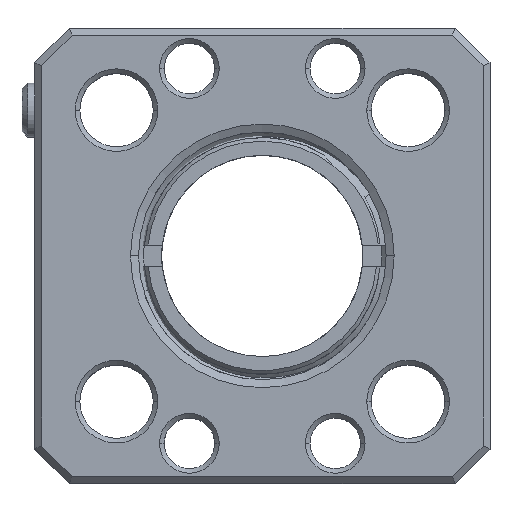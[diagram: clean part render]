
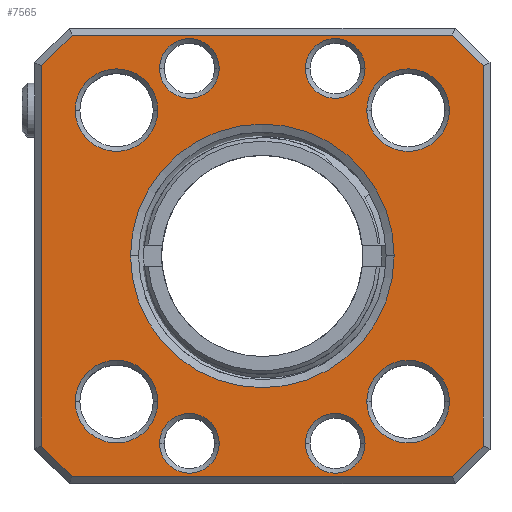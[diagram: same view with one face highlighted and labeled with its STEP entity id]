
A CAD part, top view. The second image highlights one B-rep face of the part: STEP entity #7565.
In plain terms, the highlighted planar face has unit normal (0, 0, 1).
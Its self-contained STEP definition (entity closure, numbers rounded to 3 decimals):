
#591=DIRECTION('',(1.,0.,0.));
#592=VECTOR('',#591,20.868);
#593=CARTESIAN_POINT('',(-22.931,-0.381,6.35));
#594=LINE('',#593,#592);
#611=DIRECTION('',(0.,-1.,0.));
#612=VECTOR('',#611,20.868);
#613=CARTESIAN_POINT('',(-0.381,-2.063,6.35));
#614=LINE('',#613,#612);
#643=DIRECTION('',(-1.,0.,0.));
#644=VECTOR('',#643,20.868);
#645=CARTESIAN_POINT('',(-2.063,-24.613,6.35));
#646=LINE('',#645,#644);
#663=DIRECTION('',(0.,1.,0.));
#664=VECTOR('',#663,20.868);
#665=CARTESIAN_POINT('',(-24.613,-22.931,6.35));
#666=LINE('',#665,#664);
#667=DIRECTION('',(-0.707,0.707,0.));
#668=VECTOR('',#667,2.378);
#669=CARTESIAN_POINT('',(-0.381,-2.063,6.35));
#670=LINE('',#669,#668);
#671=DIRECTION('',(0.707,0.707,0.));
#672=VECTOR('',#671,2.378);
#673=CARTESIAN_POINT('',(-2.063,-24.613,6.35));
#674=LINE('',#673,#672);
#675=DIRECTION('',(0.707,-0.707,0.));
#676=VECTOR('',#675,2.378);
#677=CARTESIAN_POINT('',(-24.613,-22.931,6.35));
#678=LINE('',#677,#676);
#679=DIRECTION('',(-0.707,-0.707,0.));
#680=VECTOR('',#679,2.378);
#681=CARTESIAN_POINT('',(-22.931,-0.381,6.35));
#682=LINE('',#681,#680);
#683=CARTESIAN_POINT('',(-12.497,-12.497,6.35));
#684=DIRECTION('',(0.,0.,-1.));
#685=DIRECTION('',(1.,0.,0.));
#686=AXIS2_PLACEMENT_3D('',#683,#684,#685);
#688=CARTESIAN_POINT('',(-12.497,-12.497,6.35));
#689=DIRECTION('',(0.,0.,-1.));
#690=DIRECTION('',(-1.,0.,0.));
#691=AXIS2_PLACEMENT_3D('',#688,#689,#690);
#693=CARTESIAN_POINT('',(-20.497,-20.497,6.35));
#694=DIRECTION('',(0.,0.,-1.));
#695=DIRECTION('',(1.,0.,0.));
#696=AXIS2_PLACEMENT_3D('',#693,#694,#695);
#698=CARTESIAN_POINT('',(-20.497,-20.497,6.35));
#699=DIRECTION('',(0.,0.,-1.));
#700=DIRECTION('',(-1.,0.,0.));
#701=AXIS2_PLACEMENT_3D('',#698,#699,#700);
#703=CARTESIAN_POINT('',(-16.497,-22.784,6.35));
#704=DIRECTION('',(0.,0.,-1.));
#705=DIRECTION('',(1.,0.,0.));
#706=AXIS2_PLACEMENT_3D('',#703,#704,#705);
#708=CARTESIAN_POINT('',(-16.497,-22.784,6.35));
#709=DIRECTION('',(0.,0.,-1.));
#710=DIRECTION('',(-1.,0.,0.));
#711=AXIS2_PLACEMENT_3D('',#708,#709,#710);
#713=CARTESIAN_POINT('',(-8.496,-22.784,6.35));
#714=DIRECTION('',(0.,0.,-1.));
#715=DIRECTION('',(1.,0.,0.));
#716=AXIS2_PLACEMENT_3D('',#713,#714,#715);
#718=CARTESIAN_POINT('',(-8.496,-22.784,6.35));
#719=DIRECTION('',(0.,0.,-1.));
#720=DIRECTION('',(-1.,0.,0.));
#721=AXIS2_PLACEMENT_3D('',#718,#719,#720);
#723=CARTESIAN_POINT('',(-4.497,-20.497,6.35));
#724=DIRECTION('',(0.,0.,-1.));
#725=DIRECTION('',(1.,0.,0.));
#726=AXIS2_PLACEMENT_3D('',#723,#724,#725);
#728=CARTESIAN_POINT('',(-4.497,-20.497,6.35));
#729=DIRECTION('',(0.,0.,-1.));
#730=DIRECTION('',(-1.,0.,0.));
#731=AXIS2_PLACEMENT_3D('',#728,#729,#730);
#733=CARTESIAN_POINT('',(-4.497,-4.497,6.35));
#734=DIRECTION('',(0.,0.,-1.));
#735=DIRECTION('',(1.,0.,0.));
#736=AXIS2_PLACEMENT_3D('',#733,#734,#735);
#738=CARTESIAN_POINT('',(-4.497,-4.497,6.35));
#739=DIRECTION('',(0.,0.,-1.));
#740=DIRECTION('',(-1.,0.,0.));
#741=AXIS2_PLACEMENT_3D('',#738,#739,#740);
#743=CARTESIAN_POINT('',(-8.496,-2.21,6.35));
#744=DIRECTION('',(0.,0.,-1.));
#745=DIRECTION('',(1.,0.,0.));
#746=AXIS2_PLACEMENT_3D('',#743,#744,#745);
#748=CARTESIAN_POINT('',(-8.496,-2.21,6.35));
#749=DIRECTION('',(0.,0.,-1.));
#750=DIRECTION('',(-1.,0.,0.));
#751=AXIS2_PLACEMENT_3D('',#748,#749,#750);
#753=CARTESIAN_POINT('',(-16.497,-2.21,6.35));
#754=DIRECTION('',(0.,0.,-1.));
#755=DIRECTION('',(1.,0.,0.));
#756=AXIS2_PLACEMENT_3D('',#753,#754,#755);
#758=CARTESIAN_POINT('',(-16.497,-2.21,6.35));
#759=DIRECTION('',(0.,0.,-1.));
#760=DIRECTION('',(-1.,0.,0.));
#761=AXIS2_PLACEMENT_3D('',#758,#759,#760);
#763=CARTESIAN_POINT('',(-20.497,-4.497,6.35));
#764=DIRECTION('',(0.,0.,-1.));
#765=DIRECTION('',(1.,0.,0.));
#766=AXIS2_PLACEMENT_3D('',#763,#764,#765);
#768=CARTESIAN_POINT('',(-20.497,-4.497,6.35));
#769=DIRECTION('',(0.,0.,-1.));
#770=DIRECTION('',(-1.,0.,0.));
#771=AXIS2_PLACEMENT_3D('',#768,#769,#770);
#6322=CARTESIAN_POINT('',(-6.858,-22.784,6.35));
#6323=CARTESIAN_POINT('',(-10.135,-22.784,6.35));
#6324=VERTEX_POINT('',#6322);
#6325=VERTEX_POINT('',#6323);
#6358=CARTESIAN_POINT('',(-14.859,-2.21,6.35));
#6359=CARTESIAN_POINT('',(-18.136,-2.21,6.35));
#6360=VERTEX_POINT('',#6358);
#6361=VERTEX_POINT('',#6359);
#6364=CARTESIAN_POINT('',(-19.731,-12.497,6.35));
#6365=CARTESIAN_POINT('',(-5.262,-12.497,6.35));
#6366=VERTEX_POINT('',#6364);
#6367=VERTEX_POINT('',#6365);
#6378=CARTESIAN_POINT('',(-6.764,-20.497,6.35));
#6380=VERTEX_POINT('',#6378);
#6392=CARTESIAN_POINT('',(-22.763,-20.497,6.35));
#6393=CARTESIAN_POINT('',(-18.23,-20.497,6.35));
#6394=VERTEX_POINT('',#6392);
#6395=VERTEX_POINT('',#6393);
#6396=CARTESIAN_POINT('',(-24.613,-22.931,6.35));
#6397=VERTEX_POINT('',#6396);
#6404=CARTESIAN_POINT('',(-0.381,-2.063,6.35));
#6405=CARTESIAN_POINT('',(-0.381,-22.931,6.35));
#6406=VERTEX_POINT('',#6404);
#6407=VERTEX_POINT('',#6405);
#6426=CARTESIAN_POINT('',(-2.23,-20.497,6.35));
#6427=VERTEX_POINT('',#6426);
#6438=CARTESIAN_POINT('',(-24.613,-2.063,6.35));
#6440=VERTEX_POINT('',#6438);
#6448=CARTESIAN_POINT('',(-14.859,-22.784,6.35));
#6449=CARTESIAN_POINT('',(-18.136,-22.784,6.35));
#6450=VERTEX_POINT('',#6448);
#6451=VERTEX_POINT('',#6449);
#6464=CARTESIAN_POINT('',(-10.135,-2.21,6.35));
#6466=VERTEX_POINT('',#6464);
#6476=CARTESIAN_POINT('',(-22.931,-0.381,6.35));
#6477=VERTEX_POINT('',#6476);
#6506=CARTESIAN_POINT('',(-22.763,-4.497,6.35));
#6507=VERTEX_POINT('',#6506);
#6512=CARTESIAN_POINT('',(-6.858,-2.21,6.35));
#6513=VERTEX_POINT('',#6512);
#6518=CARTESIAN_POINT('',(-2.063,-0.381,6.35));
#6519=VERTEX_POINT('',#6518);
#6520=CARTESIAN_POINT('',(-6.764,-4.497,6.35));
#6521=CARTESIAN_POINT('',(-2.23,-4.497,6.35));
#6522=VERTEX_POINT('',#6520);
#6523=VERTEX_POINT('',#6521);
#6564=CARTESIAN_POINT('',(-18.23,-4.497,6.35));
#6565=VERTEX_POINT('',#6564);
#6568=CARTESIAN_POINT('',(-2.063,-24.613,6.35));
#6569=VERTEX_POINT('',#6568);
#6574=CARTESIAN_POINT('',(-22.931,-24.613,6.35));
#6575=VERTEX_POINT('',#6574);
#7496=CARTESIAN_POINT('',(0.,0.,6.35));
#7497=DIRECTION('',(0.,0.,1.));
#7498=DIRECTION('',(1.,0.,0.));
#7499=AXIS2_PLACEMENT_3D('',#7496,#7497,#7498);
#7500=PLANE('',#7499);
#7501=ORIENTED_EDGE('',*,*,#7406,.T.);
#7502=ORIENTED_EDGE('',*,*,#7420,.F.);
#7503=ORIENTED_EDGE('',*,*,#7434,.T.);
#7504=ORIENTED_EDGE('',*,*,#7448,.F.);
#7505=ORIENTED_EDGE('',*,*,#7464,.T.);
#7506=ORIENTED_EDGE('',*,*,#7478,.F.);
#7507=ORIENTED_EDGE('',*,*,#7491,.T.);
#7508=ORIENTED_EDGE('',*,*,#7391,.F.);
#7509=EDGE_LOOP('',(#7501,#7502,#7503,#7504,#7505,#7506,#7507,#7508));
#7510=FACE_OUTER_BOUND('',#7509,.F.);
#7512=ORIENTED_EDGE('',*,*,#7511,.F.);
#7514=ORIENTED_EDGE('',*,*,#7513,.F.);
#7515=EDGE_LOOP('',(#7512,#7514));
#7516=FACE_BOUND('',#7515,.F.);
#7518=ORIENTED_EDGE('',*,*,#7517,.F.);
#7520=ORIENTED_EDGE('',*,*,#7519,.F.);
#7521=EDGE_LOOP('',(#7518,#7520));
#7522=FACE_BOUND('',#7521,.F.);
#7524=ORIENTED_EDGE('',*,*,#7523,.F.);
#7526=ORIENTED_EDGE('',*,*,#7525,.F.);
#7527=EDGE_LOOP('',(#7524,#7526));
#7528=FACE_BOUND('',#7527,.F.);
#7530=ORIENTED_EDGE('',*,*,#7529,.F.);
#7532=ORIENTED_EDGE('',*,*,#7531,.F.);
#7533=EDGE_LOOP('',(#7530,#7532));
#7534=FACE_BOUND('',#7533,.F.);
#7536=ORIENTED_EDGE('',*,*,#7535,.F.);
#7538=ORIENTED_EDGE('',*,*,#7537,.F.);
#7539=EDGE_LOOP('',(#7536,#7538));
#7540=FACE_BOUND('',#7539,.F.);
#7542=ORIENTED_EDGE('',*,*,#7541,.F.);
#7544=ORIENTED_EDGE('',*,*,#7543,.F.);
#7545=EDGE_LOOP('',(#7542,#7544));
#7546=FACE_BOUND('',#7545,.F.);
#7548=ORIENTED_EDGE('',*,*,#7547,.F.);
#7550=ORIENTED_EDGE('',*,*,#7549,.F.);
#7551=EDGE_LOOP('',(#7548,#7550));
#7552=FACE_BOUND('',#7551,.F.);
#7554=ORIENTED_EDGE('',*,*,#7553,.F.);
#7556=ORIENTED_EDGE('',*,*,#7555,.F.);
#7557=EDGE_LOOP('',(#7554,#7556));
#7558=FACE_BOUND('',#7557,.F.);
#7560=ORIENTED_EDGE('',*,*,#7559,.F.);
#7562=ORIENTED_EDGE('',*,*,#7561,.F.);
#7563=EDGE_LOOP('',(#7560,#7562));
#7564=FACE_BOUND('',#7563,.F.);
#7565=ADVANCED_FACE('',(#7510,#7516,#7522,#7528,#7534,#7540,#7546,#7552,#7558,
#7564),#7500,.T.);
#687=CIRCLE('',#686,7.234);
#692=CIRCLE('',#691,7.234);
#697=CIRCLE('',#696,2.267);
#702=CIRCLE('',#701,2.267);
#707=CIRCLE('',#706,1.638);
#712=CIRCLE('',#711,1.638);
#717=CIRCLE('',#716,1.638);
#722=CIRCLE('',#721,1.638);
#727=CIRCLE('',#726,2.267);
#732=CIRCLE('',#731,2.267);
#737=CIRCLE('',#736,2.267);
#742=CIRCLE('',#741,2.267);
#747=CIRCLE('',#746,1.638);
#752=CIRCLE('',#751,1.638);
#757=CIRCLE('',#756,1.638);
#762=CIRCLE('',#761,1.638);
#767=CIRCLE('',#766,2.267);
#772=CIRCLE('',#771,2.267);
#7391=EDGE_CURVE('',#6477,#6440,#682,.T.);
#7406=EDGE_CURVE('',#6477,#6519,#594,.T.);
#7420=EDGE_CURVE('',#6406,#6519,#670,.T.);
#7434=EDGE_CURVE('',#6406,#6407,#614,.T.);
#7448=EDGE_CURVE('',#6569,#6407,#674,.T.);
#7464=EDGE_CURVE('',#6569,#6575,#646,.T.);
#7478=EDGE_CURVE('',#6397,#6575,#678,.T.);
#7491=EDGE_CURVE('',#6397,#6440,#666,.T.);
#7511=EDGE_CURVE('',#6367,#6366,#687,.T.);
#7513=EDGE_CURVE('',#6366,#6367,#692,.T.);
#7517=EDGE_CURVE('',#6395,#6394,#697,.T.);
#7519=EDGE_CURVE('',#6394,#6395,#702,.T.);
#7523=EDGE_CURVE('',#6450,#6451,#707,.T.);
#7525=EDGE_CURVE('',#6451,#6450,#712,.T.);
#7529=EDGE_CURVE('',#6324,#6325,#717,.T.);
#7531=EDGE_CURVE('',#6325,#6324,#722,.T.);
#7535=EDGE_CURVE('',#6427,#6380,#727,.T.);
#7537=EDGE_CURVE('',#6380,#6427,#732,.T.);
#7541=EDGE_CURVE('',#6523,#6522,#737,.T.);
#7543=EDGE_CURVE('',#6522,#6523,#742,.T.);
#7547=EDGE_CURVE('',#6513,#6466,#747,.T.);
#7549=EDGE_CURVE('',#6466,#6513,#752,.T.);
#7553=EDGE_CURVE('',#6360,#6361,#757,.T.);
#7555=EDGE_CURVE('',#6361,#6360,#762,.T.);
#7559=EDGE_CURVE('',#6565,#6507,#767,.T.);
#7561=EDGE_CURVE('',#6507,#6565,#772,.T.);
